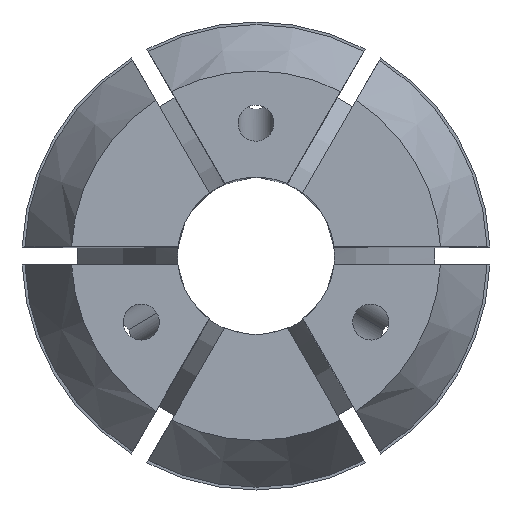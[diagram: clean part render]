
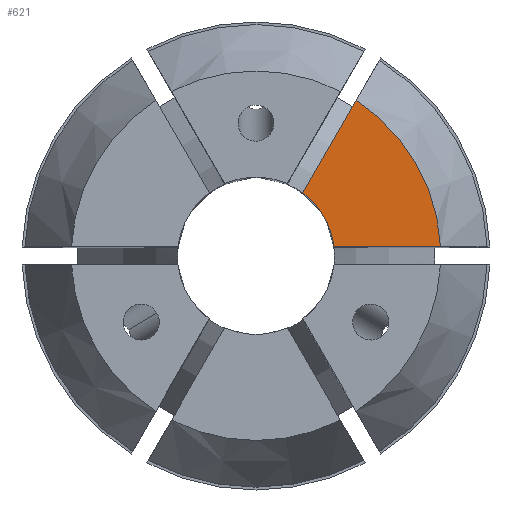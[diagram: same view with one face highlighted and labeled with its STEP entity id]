
A CAD part, top view. The second image highlights one B-rep face of the part: STEP entity #621.
In plain terms, the highlighted planar face has unit normal (0, 0, 1).
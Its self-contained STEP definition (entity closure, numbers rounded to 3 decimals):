
#25 = VERTEX_POINT ( 'NONE', #2778 ) ;
#139 = ORIENTED_EDGE ( 'NONE', *, *, #2712, .F. ) ;
#145 = ORIENTED_EDGE ( 'NONE', *, *, #2326, .F. ) ;
#240 = CARTESIAN_POINT ( 'NONE',  ( 0., 0., 34. ) ) ;
#294 = VECTOR ( 'NONE', #2833, 1000. ) ;
#344 = LINE ( 'NONE', #371, #1779 ) ;
#371 = CARTESIAN_POINT ( 'NONE',  ( 4.877, 7.447, 34. ) ) ;
#510 = DIRECTION ( 'NONE',  ( 0., 0., 1. ) ) ;
#573 = EDGE_CURVE ( 'NONE', #3583, #25, #701, .T. ) ;
#621 = ADVANCED_FACE ( 'NONE', ( #1640 ), #3089, .T. ) ;
#682 = DIRECTION ( 'NONE',  ( 0., 0., -1. ) ) ;
#685 = CARTESIAN_POINT ( 'NONE',  ( 10.251, 0.5, 34. ) ) ;
#701 = CIRCLE ( 'NONE', #2307, 4.366 ) ;
#803 = CARTESIAN_POINT ( 'NONE',  ( 0., 0.5, 34. ) ) ;
#890 = CARTESIAN_POINT ( 'NONE',  ( 0., 0., 34. ) ) ;
#1081 = DIRECTION ( 'NONE',  ( 1., 0., 0. ) ) ;
#1529 = EDGE_CURVE ( 'NONE', #2350, #3556, #2927, .T. ) ;
#1580 = ORIENTED_EDGE ( 'NONE', *, *, #573, .F. ) ;
#1640 = FACE_OUTER_BOUND ( 'NONE', #1648, .T. ) ;
#1648 = EDGE_LOOP ( 'NONE', ( #139, #1580, #145, #3473 ) ) ;
#1779 = VECTOR ( 'NONE', #2963, 1000. ) ;
#1813 = LINE ( 'NONE', #803, #294 ) ;
#1972 = CARTESIAN_POINT ( 'NONE',  ( 0., 10.263, 34. ) ) ;
#2307 = AXIS2_PLACEMENT_3D ( 'NONE', #240, #510, #1081 ) ;
#2326 = EDGE_CURVE ( 'NONE', #3556, #3583, #1813, .T. ) ;
#2350 = VERTEX_POINT ( 'NONE', #2805 ) ;
#2492 = DIRECTION ( 'NONE',  ( 1., 0., 0. ) ) ;
#2712 = EDGE_CURVE ( 'NONE', #25, #2350, #344, .T. ) ;
#2778 = CARTESIAN_POINT ( 'NONE',  ( 2.601, 3.506, 34. ) ) ;
#2805 = CARTESIAN_POINT ( 'NONE',  ( 5.558, 8.627, 34. ) ) ;
#2833 = DIRECTION ( 'NONE',  ( -1., 0., 0. ) ) ;
#2927 = CIRCLE ( 'NONE', #3522, 10.263 ) ;
#2963 = DIRECTION ( 'NONE',  ( 0.5, 0.866, 0. ) ) ;
#3089 = PLANE ( 'NONE',  #3726 ) ;
#3188 = CARTESIAN_POINT ( 'NONE',  ( 4.337, 0.5, 34. ) ) ;
#3226 = DIRECTION ( 'NONE',  ( -1., 0., 0. ) ) ;
#3473 = ORIENTED_EDGE ( 'NONE', *, *, #1529, .F. ) ;
#3522 = AXIS2_PLACEMENT_3D ( 'NONE', #890, #682, #3226 ) ;
#3556 = VERTEX_POINT ( 'NONE', #685 ) ;
#3583 = VERTEX_POINT ( 'NONE', #3188 ) ;
#3699 = DIRECTION ( 'NONE',  ( 0., 0., 1. ) ) ;
#3726 = AXIS2_PLACEMENT_3D ( 'NONE', #1972, #3699, #2492 ) ;
